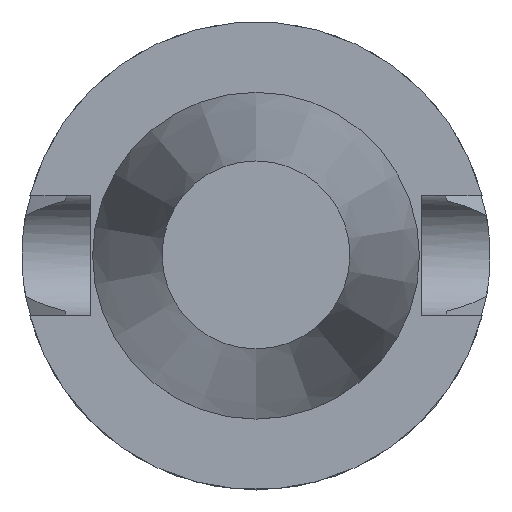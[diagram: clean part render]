
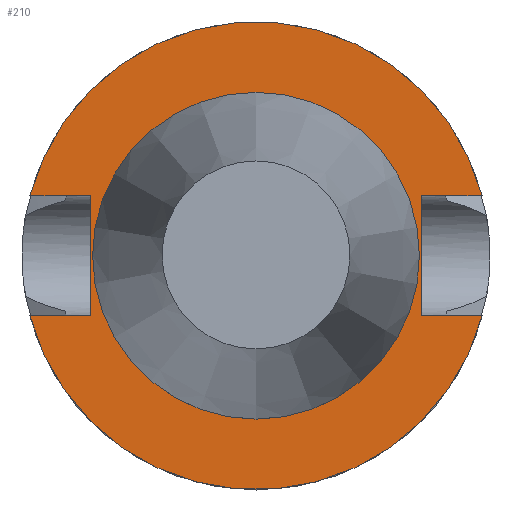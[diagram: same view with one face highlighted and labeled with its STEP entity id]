
A CAD part, top view. The second image highlights one B-rep face of the part: STEP entity #210.
In plain terms, the highlighted planar face has unit normal (0, 0, 1).
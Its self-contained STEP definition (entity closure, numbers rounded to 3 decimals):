
#141=EDGE_CURVE('240[2]',#385,#371,#386,.T.);
#173=EDGE_CURVE('240[2]',#434,#435,#436,.T.);
#177=EDGE_CURVE('240[2]',#405,#385,#442,.T.);
#193=EDGE_CURVE('240[2]',#434,#465,#466,.T.);
#210=ADVANCED_FACE('240[2]',(#489,#490),#491,.T.);
#224=EDGE_CURVE('240[2]',#405,#462,#507,.T.);
#232=EDGE_CURVE('240[2]',#513,#462,#516,.T.);
#248=EDGE_CURVE('240[2]',#371,#465,#536,.T.);
#265=EDGE_CURVE('240[2]',#435,#513,#557,.T.);
#300=EDGE_CURVE('240[2]',#604,#604,#605,.T.);
#371=VERTEX_POINT('',#702);
#385=VERTEX_POINT('',#721);
#386=LINE('',#722,#723);
#405=VERTEX_POINT('',#812);
#434=VERTEX_POINT('',#861);
#435=VERTEX_POINT('',#862);
#436=LINE('',#863,#864);
#442=LINE('',#883,#884);
#462=VERTEX_POINT('',#911);
#465=VERTEX_POINT('',#916);
#466=CIRCLE('',#917,50.0);
#489=FACE_OUTER_BOUND('',#967,.T.);
#490=FACE_BOUND('',#968,.T.);
#491=PLANE('',#969);
#507=CIRCLE('',#1009,50.0);
#513=VERTEX_POINT('',#1027);
#516=LINE('',#1032,#1033);
#536=LINE('',#1135,#1136);
#557=LINE('',#1176,#1177);
#604=VERTEX_POINT('',#1261);
#605=CIRCLE('',#1262,34.925);
#702=CARTESIAN_POINT('',(35.4,12.85,-1.5));
#721=CARTESIAN_POINT('',(35.4,-12.85,-1.5));
#722=CARTESIAN_POINT('',(35.4,21.231,-1.5));
#723=VECTOR('',#1370,1.0);
#812=CARTESIAN_POINT('',(48.321,-12.85,-1.5));
#861=CARTESIAN_POINT('',(-48.321,12.85,-1.5));
#862=CARTESIAN_POINT('',(-35.4,12.85,-1.5));
#863=CARTESIAN_POINT('',(-17.7,12.85,-1.5));
#864=VECTOR('',#1424,1.0);
#883=CARTESIAN_POINT('',(17.7,-12.85,-1.5));
#884=VECTOR('',#1425,1.0);
#911=CARTESIAN_POINT('',(-48.321,-12.85,-1.5));
#916=CARTESIAN_POINT('',(48.321,12.85,-1.5));
#917=AXIS2_PLACEMENT_3D('',#1445,#1446,#1447);
#967=EDGE_LOOP('',(#1471,#1472,#1473,#1474,#1475,#1476,#1477,#1478));
#968=EDGE_LOOP('',(#1479));
#969=AXIS2_PLACEMENT_3D('',#1480,#1481,#1482);
#1009=AXIS2_PLACEMENT_3D('',#1500,#1501,#1502);
#1027=CARTESIAN_POINT('',(-35.4,-12.85,-1.5));
#1032=CARTESIAN_POINT('',(-17.7,-12.85,-1.5));
#1033=VECTOR('',#1507,1.0);
#1135=CARTESIAN_POINT('',(17.7,12.85,-1.5));
#1136=VECTOR('',#1531,1.0);
#1176=CARTESIAN_POINT('',(-35.4,14.806,-1.5));
#1177=VECTOR('',#1553,1.0);
#1261=CARTESIAN_POINT('',(0.,34.925,-1.5));
#1262=AXIS2_PLACEMENT_3D('',#1614,#1615,#1616);
#1370=DIRECTION('',(-0.0,1.0,0.));
#1424=DIRECTION('',(1.0,0.0,0.));
#1425=DIRECTION('',(-1.0,0.0,0.));
#1445=CARTESIAN_POINT('',(0.,0.,-1.5));
#1446=DIRECTION('',(0.,0.,-1.0));
#1447=DIRECTION('',(0.,1.0,0.));
#1471=ORIENTED_EDGE('',*,*,#232,.T.);
#1472=ORIENTED_EDGE('',*,*,#224,.F.);
#1473=ORIENTED_EDGE('',*,*,#177,.T.);
#1474=ORIENTED_EDGE('',*,*,#141,.T.);
#1475=ORIENTED_EDGE('',*,*,#248,.T.);
#1476=ORIENTED_EDGE('',*,*,#193,.F.);
#1477=ORIENTED_EDGE('',*,*,#173,.T.);
#1478=ORIENTED_EDGE('',*,*,#265,.T.);
#1479=ORIENTED_EDGE('',*,*,#300,.T.);
#1480=CARTESIAN_POINT('',(0.,42.463,-1.5));
#1481=DIRECTION('',(0.,0.,1.0));
#1482=DIRECTION('',(1.0,0.,0.0));
#1500=CARTESIAN_POINT('',(0.,0.,-1.5));
#1501=DIRECTION('',(0.,0.,-1.0));
#1502=DIRECTION('',(0.,1.0,0.));
#1507=DIRECTION('',(-1.0,0.0,0.));
#1531=DIRECTION('',(1.0,0.0,0.));
#1553=DIRECTION('',(-0.0,-1.0,0.));
#1614=CARTESIAN_POINT('',(0.,0.,-1.5));
#1615=DIRECTION('',(0.,0.,-1.0));
#1616=DIRECTION('',(0.,1.0,0.));
